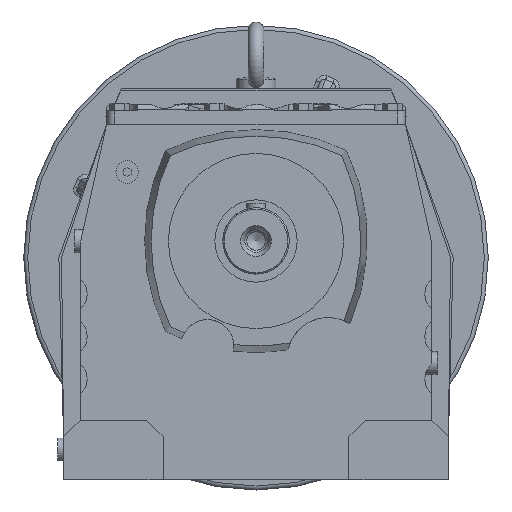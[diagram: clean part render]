
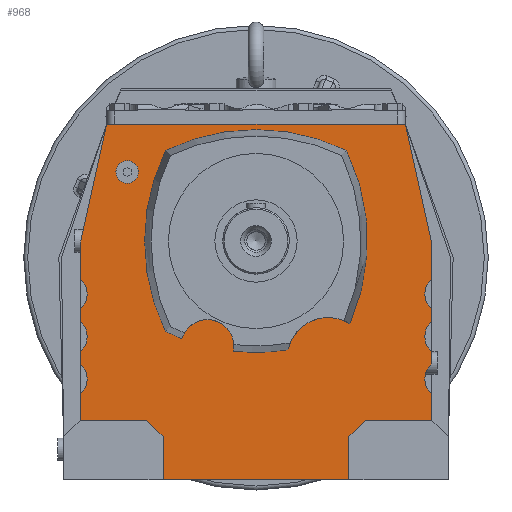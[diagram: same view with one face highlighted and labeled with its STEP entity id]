
A CAD part, left-side view. The second image highlights one B-rep face of the part: STEP entity #968.
In plain terms, the highlighted planar face has unit normal (-1, 0, 0).
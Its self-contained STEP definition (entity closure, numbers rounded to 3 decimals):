
#968=ADVANCED_FACE('',(#5701,#5703),#5705,.F.);
#5701=FACE_BOUND('',#5702,.T.);
#5702=EDGE_LOOP('',(#11103,#11104,#11105,#11106,#11107,#11108,#11109,#11110,#11111,
#11112,#11113,#11114,#11115,#11116,#11117,#11118,#11119,#11120,#11121,#11122,#11123,
#11124,#11125,#11126));
#5703=FACE_BOUND('',#5704,.T.);
#5704=EDGE_LOOP('',(#11127,#11128,#11129,#11130,#11131,#11132,#11133));
#5705=PLANE('',#5706);
#5706=AXIS2_PLACEMENT_3D('',#5707,#5708,#5709);
#5707=CARTESIAN_POINT('',(64.,0.,-50.704));
#5708=DIRECTION('',(1.,0.,0.));
#5709=DIRECTION('',(0.,1.,0.));
#11103=ORIENTED_EDGE('',*,*,#13478,.T.);
#11104=ORIENTED_EDGE('',*,*,#13488,.F.);
#11105=ORIENTED_EDGE('',*,*,#13499,.F.);
#11106=ORIENTED_EDGE('',*,*,#13500,.F.);
#11107=ORIENTED_EDGE('',*,*,#13501,.F.);
#11108=ORIENTED_EDGE('',*,*,#13490,.F.);
#11109=ORIENTED_EDGE('',*,*,#13464,.T.);
#11110=ORIENTED_EDGE('',*,*,#13498,.F.);
#11111=ORIENTED_EDGE('',*,*,#13460,.T.);
#11112=ORIENTED_EDGE('',*,*,#13496,.F.);
#11113=ORIENTED_EDGE('',*,*,#13456,.T.);
#11114=ORIENTED_EDGE('',*,*,#13494,.F.);
#11115=ORIENTED_EDGE('',*,*,#13502,.T.);
#11116=ORIENTED_EDGE('',*,*,#13503,.T.);
#11117=ORIENTED_EDGE('',*,*,#13504,.T.);
#11118=ORIENTED_EDGE('',*,*,#13505,.F.);
#11119=ORIENTED_EDGE('',*,*,#13506,.T.);
#11120=ORIENTED_EDGE('',*,*,#13507,.T.);
#11121=ORIENTED_EDGE('',*,*,#13508,.T.);
#11122=ORIENTED_EDGE('',*,*,#13484,.F.);
#11123=ORIENTED_EDGE('',*,*,#13470,.T.);
#11124=ORIENTED_EDGE('',*,*,#13482,.F.);
#11125=ORIENTED_EDGE('',*,*,#13474,.T.);
#11126=ORIENTED_EDGE('',*,*,#13480,.F.);
#11127=ORIENTED_EDGE('',*,*,#13509,.T.);
#11128=ORIENTED_EDGE('',*,*,#13510,.F.);
#11129=ORIENTED_EDGE('',*,*,#13511,.T.);
#11130=ORIENTED_EDGE('',*,*,#13454,.F.);
#11131=ORIENTED_EDGE('',*,*,#13512,.T.);
#11132=ORIENTED_EDGE('',*,*,#13513,.T.);
#11133=ORIENTED_EDGE('',*,*,#13514,.T.);
#13454=EDGE_CURVE('',#14689,#14685,#14691,.T.);
#13456=EDGE_CURVE('',#14695,#14692,#14696,.T.);
#13460=EDGE_CURVE('',#14703,#14700,#14704,.T.);
#13464=EDGE_CURVE('',#14711,#14708,#14712,.T.);
#13470=EDGE_CURVE('',#14717,#14721,#14723,.T.);
#13474=EDGE_CURVE('',#14725,#14729,#14731,.T.);
#13478=EDGE_CURVE('',#14733,#14737,#14739,.T.);
#13480=EDGE_CURVE('',#14733,#14729,#14741,.T.);
#13482=EDGE_CURVE('',#14725,#14721,#14743,.T.);
#13484=EDGE_CURVE('',#14717,#14745,#14746,.T.);
#13488=EDGE_CURVE('',#14751,#14737,#14753,.T.);
#13490=EDGE_CURVE('',#14711,#14755,#14756,.T.);
#13494=EDGE_CURVE('',#14761,#14692,#14763,.T.);
#13496=EDGE_CURVE('',#14695,#14700,#14765,.T.);
#13498=EDGE_CURVE('',#14703,#14708,#14767,.T.);
#13499=EDGE_CURVE('',#14768,#14751,#14769,.T.);
#13500=EDGE_CURVE('',#14770,#14768,#14771,.T.);
#13501=EDGE_CURVE('',#14755,#14770,#14772,.T.);
#13502=EDGE_CURVE('',#14761,#14773,#14774,.T.);
#13503=EDGE_CURVE('',#14773,#14775,#14776,.T.);
#13504=EDGE_CURVE('',#14775,#14777,#14778,.T.);
#13505=EDGE_CURVE('',#14779,#14777,#14780,.T.);
#13506=EDGE_CURVE('',#14779,#14781,#14782,.T.);
#13507=EDGE_CURVE('',#14781,#14783,#14784,.T.);
#13508=EDGE_CURVE('',#14783,#14745,#14785,.T.);
#13509=EDGE_CURVE('',#14786,#14787,#14788,.T.);
#13510=EDGE_CURVE('',#14789,#14787,#14790,.T.);
#13511=EDGE_CURVE('',#14789,#14685,#14791,.T.);
#13512=EDGE_CURVE('',#14689,#14792,#14793,.T.);
#13513=EDGE_CURVE('',#14792,#14794,#14795,.T.);
#13514=EDGE_CURVE('',#14794,#14786,#14796,.T.);
#14685=VERTEX_POINT('',#16777);
#14689=VERTEX_POINT('',#16791);
#14691=CIRCLE('',#16834,20.);
#14692=VERTEX_POINT('',#16838);
#14695=VERTEX_POINT('',#16843);
#14696=CIRCLE('',#16844,16.);
#14700=VERTEX_POINT('',#16856);
#14703=VERTEX_POINT('',#16861);
#14704=CIRCLE('',#16862,16.);
#14708=VERTEX_POINT('',#16874);
#14711=VERTEX_POINT('',#16879);
#14712=CIRCLE('',#16880,16.);
#14717=VERTEX_POINT('',#16893);
#14721=VERTEX_POINT('',#16902);
#14723=CIRCLE('',#16906,16.);
#14725=VERTEX_POINT('',#16911);
#14729=VERTEX_POINT('',#16920);
#14731=CIRCLE('',#16924,16.);
#14733=VERTEX_POINT('',#16929);
#14737=VERTEX_POINT('',#16938);
#14739=CIRCLE('',#16942,16.);
#14741=LINE('',#16949,#16950);
#14743=LINE('',#16955,#16956);
#14745=VERTEX_POINT('',#16961);
#14746=LINE('',#16962,#16963);
#14751=VERTEX_POINT('',#16973);
#14753=LINE('',#16977,#16978);
#14755=VERTEX_POINT('',#16983);
#14756=LINE('',#16984,#16985);
#14761=VERTEX_POINT('',#16995);
#14763=LINE('',#16999,#17000);
#14765=LINE('',#17005,#17006);
#14767=LINE('',#17011,#17012);
#14768=VERTEX_POINT('',#17014);
#14769=LINE('',#17015,#17016);
#14770=VERTEX_POINT('',#17018);
#14771=LINE('',#17019,#17020);
#14772=LINE('',#17022,#17023);
#14773=VERTEX_POINT('',#17025);
#14774=LINE('',#17026,#17027);
#14775=VERTEX_POINT('',#17029);
#14776=LINE('',#17030,#17031);
#14777=VERTEX_POINT('',#17033);
#14778=LINE('',#17034,#17035);
#14779=VERTEX_POINT('',#17037);
#14780=LINE('',#17038,#17039);
#14781=VERTEX_POINT('',#17041);
#14782=LINE('',#17042,#17043);
#14783=VERTEX_POINT('',#17045);
#14784=LINE('',#17046,#17047);
#14785=LINE('',#17049,#17050);
#14786=VERTEX_POINT('',#17052);
#14787=VERTEX_POINT('',#17053);
#14788=CIRCLE('',#17054,154.899);
#14789=VERTEX_POINT('',#17058);
#14790=CIRCLE('',#17059,31.);
#14791=CIRCLE('',#17063,154.899);
#14792=VERTEX_POINT('',#17067);
#14793=CIRCLE('',#17068,154.899);
#14794=VERTEX_POINT('',#17072);
#14795=CIRCLE('',#17073,154.899);
#14796=CIRCLE('',#17077,154.899);
#16777=CARTESIAN_POINT('',(64.,16.98,-82.966));
#16791=CARTESIAN_POINT('',(64.,55.794,-73.502));
#16834=AXIS2_PLACEMENT_3D('',#16835,#16836,#16837);
#16835=CARTESIAN_POINT('',(64.,36.62,-79.19));
#16836=DIRECTION('',(1.,0.,-0.));
#16837=DIRECTION('',(0.,0.959,0.284));
#16838=CARTESIAN_POINT('',(64.,132.,-115.426));
#16843=CARTESIAN_POINT('',(64.,132.,-92.574));
#16844=AXIS2_PLACEMENT_3D('',#16845,#16846,#16847);
#16845=CARTESIAN_POINT('',(64.,143.2,-104.));
#16846=DIRECTION('',(1.,0.,-0.));
#16847=DIRECTION('',(0.,-0.7,0.714));
#16856=CARTESIAN_POINT('',(64.,132.,-83.426));
#16861=CARTESIAN_POINT('',(64.,132.,-60.574));
#16862=AXIS2_PLACEMENT_3D('',#16863,#16864,#16865);
#16863=CARTESIAN_POINT('',(64.,143.2,-72.));
#16864=DIRECTION('',(1.,0.,-0.));
#16865=DIRECTION('',(0.,-0.7,0.714));
#16874=CARTESIAN_POINT('',(64.,132.,-51.426));
#16879=CARTESIAN_POINT('',(64.,132.,-28.574));
#16880=AXIS2_PLACEMENT_3D('',#16881,#16882,#16883);
#16881=CARTESIAN_POINT('',(64.,143.2,-40.));
#16882=DIRECTION('',(1.,0.,-0.));
#16883=DIRECTION('',(0.,-0.7,0.714));
#16893=CARTESIAN_POINT('',(64.,-132.,-115.426));
#16902=CARTESIAN_POINT('',(64.,-132.,-92.574));
#16906=AXIS2_PLACEMENT_3D('',#16907,#16908,#16909);
#16907=CARTESIAN_POINT('',(64.,-143.2,-104.));
#16908=DIRECTION('',(1.,0.,0.));
#16909=DIRECTION('',(0.,0.7,-0.714));
#16911=CARTESIAN_POINT('',(64.,-132.,-83.426));
#16920=CARTESIAN_POINT('',(64.,-132.,-60.574));
#16924=AXIS2_PLACEMENT_3D('',#16925,#16926,#16927);
#16925=CARTESIAN_POINT('',(64.,-143.2,-72.));
#16926=DIRECTION('',(1.,0.,0.));
#16927=DIRECTION('',(0.,0.7,-0.714));
#16929=CARTESIAN_POINT('',(64.,-132.,-51.426));
#16938=CARTESIAN_POINT('',(64.,-132.,-28.574));
#16942=AXIS2_PLACEMENT_3D('',#16943,#16944,#16945);
#16943=CARTESIAN_POINT('',(64.,-143.2,-40.));
#16944=DIRECTION('',(1.,0.,0.));
#16945=DIRECTION('',(0.,0.7,-0.714));
#16949=CARTESIAN_POINT('',(64.,-132.,-51.426));
#16950=VECTOR('',#16951,1.);
#16951=DIRECTION('',(0.,0.,-1.));
#16955=CARTESIAN_POINT('',(64.,-132.,-83.426));
#16956=VECTOR('',#16957,1.);
#16957=DIRECTION('',(0.,0.,-1.));
#16961=CARTESIAN_POINT('',(64.,-132.,-135.));
#16962=CARTESIAN_POINT('',(64.,-132.,-115.426));
#16963=VECTOR('',#16964,1.);
#16964=DIRECTION('',(0.,0.,-1.));
#16973=CARTESIAN_POINT('',(64.,-132.,0.));
#16977=CARTESIAN_POINT('',(64.,-132.,0.));
#16978=VECTOR('',#16979,1.);
#16979=DIRECTION('',(0.,0.,-1.));
#16983=CARTESIAN_POINT('',(64.,132.,0.));
#16984=CARTESIAN_POINT('',(64.,132.,-28.574));
#16985=VECTOR('',#16986,1.);
#16986=DIRECTION('',(0.,0.,1.));
#16995=CARTESIAN_POINT('',(64.,132.,-135.));
#16999=CARTESIAN_POINT('',(64.,132.,-135.));
#17000=VECTOR('',#17001,1.);
#17001=DIRECTION('',(0.,0.,1.));
#17005=CARTESIAN_POINT('',(64.,132.,-92.574));
#17006=VECTOR('',#17007,1.);
#17007=DIRECTION('',(0.,0.,1.));
#17011=CARTESIAN_POINT('',(64.,132.,-60.574));
#17012=VECTOR('',#17013,1.);
#17013=DIRECTION('',(0.,0.,1.));
#17014=CARTESIAN_POINT('',(64.,-112.5,88.));
#17015=CARTESIAN_POINT('',(64.,-112.5,88.));
#17016=VECTOR('',#17017,1.);
#17017=DIRECTION('',(0.,-0.216,-0.976));
#17018=CARTESIAN_POINT('',(64.,112.5,88.));
#17019=CARTESIAN_POINT('',(64.,112.5,88.));
#17020=VECTOR('',#17021,1.);
#17021=DIRECTION('',(0.,-1.,0.));
#17022=CARTESIAN_POINT('',(64.,132.,0.));
#17023=VECTOR('',#17024,1.);
#17024=DIRECTION('',(0.,-0.216,0.976));
#17025=CARTESIAN_POINT('',(64.,82.5,-135.));
#17026=CARTESIAN_POINT('',(64.,132.,-135.));
#17027=VECTOR('',#17028,1.);
#17028=DIRECTION('',(0.,-1.,0.));
#17029=CARTESIAN_POINT('',(64.,70.,-147.5));
#17030=CARTESIAN_POINT('',(64.,82.5,-135.));
#17031=VECTOR('',#17032,1.);
#17032=DIRECTION('',(0.,-0.707,-0.707));
#17033=CARTESIAN_POINT('',(64.,70.,-180.));
#17034=CARTESIAN_POINT('',(64.,70.,-147.5));
#17035=VECTOR('',#17036,1.);
#17036=DIRECTION('',(0.,0.,-1.));
#17037=CARTESIAN_POINT('',(64.,-70.,-180.));
#17038=CARTESIAN_POINT('',(64.,-70.,-180.));
#17039=VECTOR('',#17040,1.);
#17040=DIRECTION('',(0.,1.,0.));
#17041=CARTESIAN_POINT('',(64.,-70.,-147.5));
#17042=CARTESIAN_POINT('',(64.,-70.,-180.));
#17043=VECTOR('',#17044,1.);
#17044=DIRECTION('',(0.,0.,1.));
#17045=CARTESIAN_POINT('',(64.,-82.5,-135.));
#17046=CARTESIAN_POINT('',(64.,-70.,-147.5));
#17047=VECTOR('',#17048,1.);
#17048=DIRECTION('',(0.,-0.707,0.707));
#17049=CARTESIAN_POINT('',(64.,-82.5,-135.));
#17050=VECTOR('',#17051,1.);
#17051=DIRECTION('',(0.,-1.,0.));
#17052=CARTESIAN_POINT('',(64.,-68.118,68.118));
#17053=CARTESIAN_POINT('',(64.,-70.791,-62.363));
#17054=AXIS2_PLACEMENT_3D('',#17055,#17056,#17057);
#17055=CARTESIAN_POINT('',(64.,71.,0.));
#17056=DIRECTION('',(1.,0.,-0.));
#17057=DIRECTION('',(0.,-0.898,0.44));
#17058=CARTESIAN_POINT('',(64.,-24.089,-82.015));
#17059=AXIS2_PLACEMENT_3D('',#17060,#17061,#17062);
#17060=CARTESIAN_POINT('',(64.,-54.369,-88.656));
#17061=DIRECTION('',(1.,0.,-0.));
#17062=DIRECTION('',(0.,0.977,0.214));
#17063=AXIS2_PLACEMENT_3D('',#17064,#17065,#17066);
#17064=CARTESIAN_POINT('',(64.,0.,71.));
#17065=DIRECTION('',(1.,-0.,0.));
#17066=DIRECTION('',(0.,-0.156,-0.988));
#17067=CARTESIAN_POINT('',(64.,68.118,-68.118));
#17068=AXIS2_PLACEMENT_3D('',#17069,#17070,#17071);
#17069=CARTESIAN_POINT('',(64.,0.,71.));
#17070=DIRECTION('',(1.,-0.,0.));
#17071=DIRECTION('',(0.,0.36,-0.933));
#17072=CARTESIAN_POINT('',(64.,68.118,68.118));
#17073=AXIS2_PLACEMENT_3D('',#17074,#17075,#17076);
#17074=CARTESIAN_POINT('',(64.,-71.,0.));
#17075=DIRECTION('',(1.,-0.,0.));
#17076=DIRECTION('',(0.,0.898,-0.44));
#17077=AXIS2_PLACEMENT_3D('',#17078,#17079,#17080);
#17078=CARTESIAN_POINT('',(64.,0.,-71.));
#17079=DIRECTION('',(1.,0.,-0.));
#17080=DIRECTION('',(0.,0.44,0.898));
